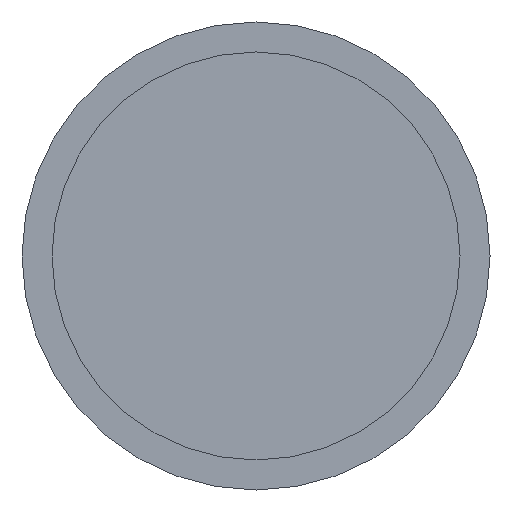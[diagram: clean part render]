
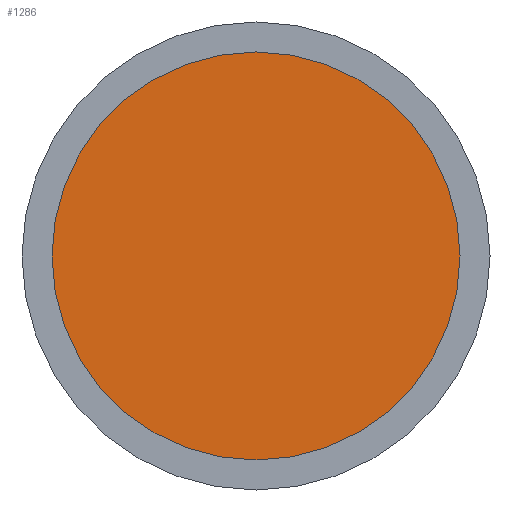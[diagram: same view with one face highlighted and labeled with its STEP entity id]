
A CAD part, front view. The second image highlights one B-rep face of the part: STEP entity #1286.
In plain terms, the highlighted planar face has unit normal (0, -1, 0).
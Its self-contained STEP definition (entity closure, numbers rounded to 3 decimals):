
#1218=CARTESIAN_POINT('',(8.5,0.0,0.0));
#1219=VERTEX_POINT('',#1218);
#1235=CARTESIAN_POINT('',(-8.5,0.0,0.));
#1236=VERTEX_POINT('',#1235);
#1243=CARTESIAN_POINT('',(0.0,0.0,0.0));
#1244=DIRECTION('',(0.0,-1.0,0.0));
#1245=DIRECTION('',(1.0,0.0,0.0));
#1246=AXIS2_PLACEMENT_3D('',#1243,#1244,#1245);
#1247=CIRCLE('',#1246,8.5);
#1248=EDGE_CURVE('',#1219,#1236,#1247,.T.);
#1259=CARTESIAN_POINT('',(0.0,0.0,0.0));
#1260=DIRECTION('',(0.0,-1.0,0.0));
#1261=DIRECTION('',(1.0,0.0,0.0));
#1262=AXIS2_PLACEMENT_3D('',#1259,#1260,#1261);
#1263=CIRCLE('',#1262,8.5);
#1264=EDGE_CURVE('',#1236,#1219,#1263,.T.);
#1277=CARTESIAN_POINT('',(0.0,0.0,0.0));
#1278=DIRECTION('',(0.0,-1.0,0.0));
#1279=DIRECTION('',(-1.0,0.0,0.0));
#1280=AXIS2_PLACEMENT_3D('',#1277,#1278,#1279);
#1281=PLANE('',#1280);
#1282=ORIENTED_EDGE('',*,*,#1248,.T.);
#1283=ORIENTED_EDGE('',*,*,#1264,.T.);
#1284=EDGE_LOOP('',(#1282,#1283));
#1285=FACE_OUTER_BOUND('',#1284,.T.);
#1286=ADVANCED_FACE('',(#1285),#1281,.T.);
